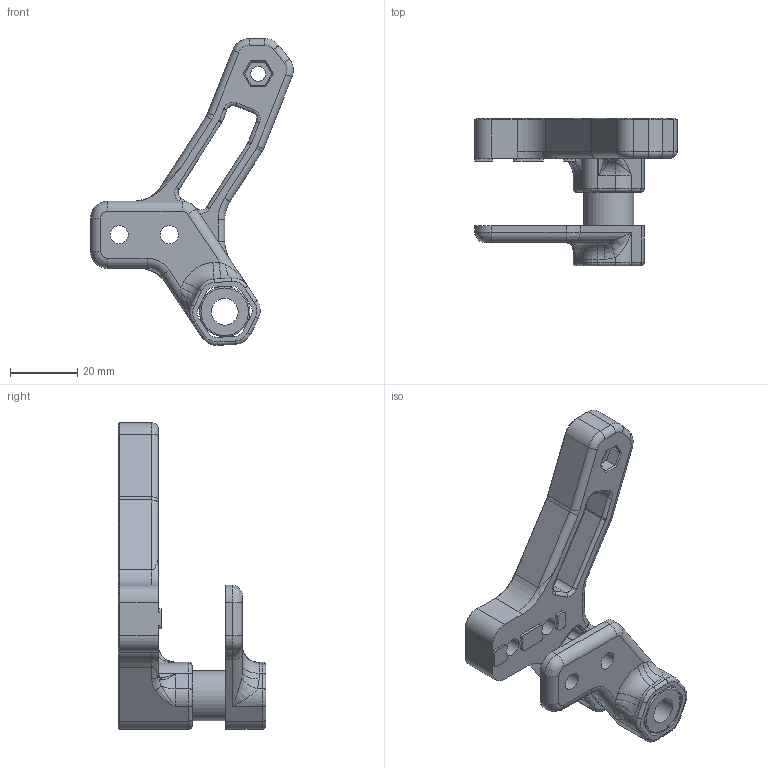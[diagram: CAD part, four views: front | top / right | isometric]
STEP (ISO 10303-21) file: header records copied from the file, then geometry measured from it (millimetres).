
FILE_DESCRIPTION(/* description */ (''),/* implementation_level */ '2;1');
FILE_NAME(/* name */ 'Legacy_Ender3_bed_mount_B.step',/* time_stamp */ '2022-05-21T20:07:08-07:00',/* author */ (''),/* organization */ (''),/* preprocessor_version */ 'ST-DEVELOPER v18.1',/* originating_system */ 'Autodesk Translation Framework v10.14.0.1471',/* authorisation */ '');
FILE_SCHEMA (('AUTOMOTIVE_DESIGN { 1 0 10303 214 3 1 1 }'));
Length unit declared in the file: millimetre
Products named in the file (2): Z Bearing Retainer B; LMUF8L v1 v1 (2)
Assembly tree (1 placements, depth 2):
  Z Bearing Retainer B
    LMUF8L v1 v1 (2)
Bounding box: 60.48 x 44 x 91.54 mm (x, y, z)
Volume: 32281.3 mm3; surface area: 17056.4 mm2
Topology: 3 solids, 3 shells, 311 faces, 747 edges, 442 vertices
Faces by surface type: cylinder 114, plane 112, cone 34, torus 32, bspline 19
Full cylindrical faces by diameter (mm): 4.5 x1, 5.4 x4, 8 x1, 14.3 x2, 15 x3
Entity records: 9588 total; most frequent: CARTESIAN_POINT 2177, DIRECTION 1625, ORIENTED_EDGE 1482, EDGE_CURVE 741, AXIS2_PLACEMENT_3D 608, VERTEX_POINT 442, LINE 409, VECTOR 409
